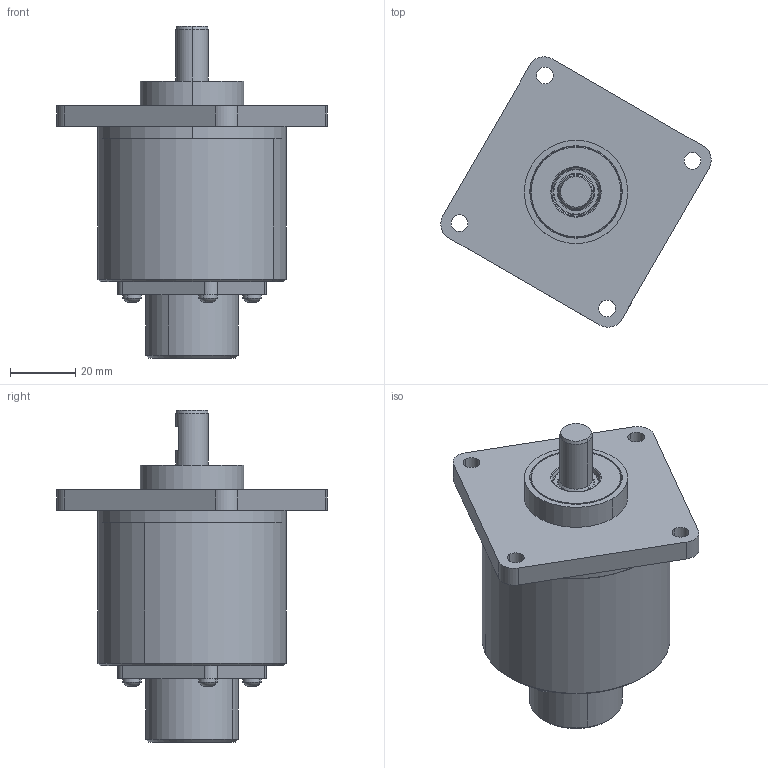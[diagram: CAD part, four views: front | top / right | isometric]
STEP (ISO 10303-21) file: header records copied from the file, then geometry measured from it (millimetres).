
FILE_DESCRIPTION((''),'2;1');
FILE_NAME('527670','2010-11-10T',('se2802'),(''),'PRO/ENGINEER BY PARAMETRIC TECHNOLOGY CORPORATION, 2010180','PRO/ENGINEER BY PARAMETRIC TECHNOLOGY CORPORATION, 2010180','');
FILE_SCHEMA(('CONFIG_CONTROL_DESIGN'));
Length unit declared in the file: millimetre
Products named in the file (1): 527670
Bounding box: 83.08 x 83.08 x 102 mm (x, y, z)
Volume: 165187.2 mm3; surface area: 26316.6 mm2
Topology: 1 solids, 1 shells, 1183 faces, 3185 edges, 2104 vertices
Faces by surface type: plane 565, extrusion 324, cylinder 248, torus 18, cone 14, sphere 14
Entity records: 40881 total; most frequent: CARTESIAN_POINT 11916, ORIENTED_EDGE 6370, DIRECTION 5205, EDGE_CURVE 3185, VERTEX_POINT 2104, VECTOR 1991, LINE 1667, AXIS2_PLACEMENT_3D 1607
